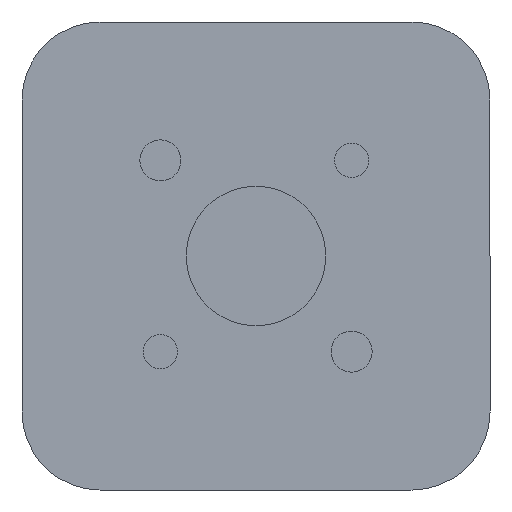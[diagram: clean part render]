
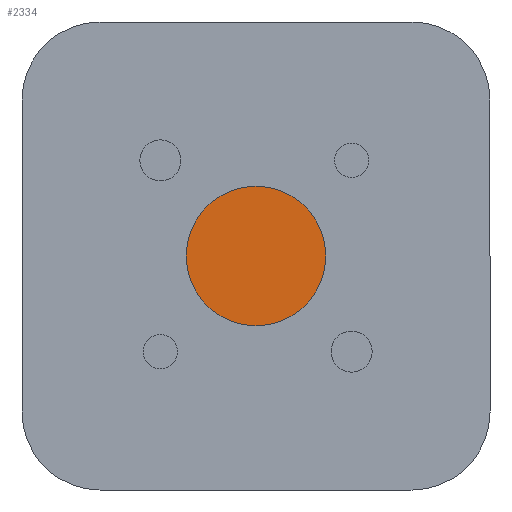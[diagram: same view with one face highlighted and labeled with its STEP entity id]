
A CAD part, left-side view. The second image highlights one B-rep face of the part: STEP entity #2334.
In plain terms, the highlighted planar face has unit normal (-1, 0, 0).
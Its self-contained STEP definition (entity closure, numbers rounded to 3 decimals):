
#699 = CARTESIAN_POINT ( 'NONE',  ( -21.321, 0., 0. ) ) ;
#700 = DIRECTION ( 'NONE',  ( -1., 0., 0. ) ) ;
#701 = DIRECTION ( 'NONE',  ( 0., 0., 1. ) ) ;
#708 = CARTESIAN_POINT ( 'NONE',  ( -21.321, 0., 0. ) ) ;
#710 = DIRECTION ( 'NONE',  ( -1., 0., 0. ) ) ;
#711 = DIRECTION ( 'NONE',  ( 0., 0., 1. ) ) ;
#985 = CARTESIAN_POINT ( 'NONE',  ( -21.321, 0., 8.5 ) ) ;
#1071 = CARTESIAN_POINT ( 'NONE',  ( -21.321, 0., -8.5 ) ) ;
#2334 = ADVANCED_FACE ( 'NONE', ( #4089 ), #5227, .F. ) ;
#4089 = FACE_OUTER_BOUND ( 'NONE', #6975, .T. ) ;
#4823 = CIRCLE ( 'NONE', #8503, 8.5 ) ;
#4827 = CIRCLE ( 'NONE', #8509, 8.5 ) ;
#5227 = PLANE ( 'NONE',  #8116 ) ;
#5231 = CARTESIAN_POINT ( 'NONE',  ( -21.321, 8.5, 0. ) ) ;
#5237 = DIRECTION ( 'NONE',  ( 1., 0., 0. ) ) ;
#5238 = DIRECTION ( 'NONE',  ( 0., 0., -1. ) ) ;
#6975 = EDGE_LOOP ( 'NONE', ( #7412, #7423 ) ) ;
#7412 = ORIENTED_EDGE ( 'NONE', *, *, #7801, .T. ) ;
#7423 = ORIENTED_EDGE ( 'NONE', *, *, #7804, .T. ) ;
#7801 = EDGE_CURVE ( 'NONE', #9005, #9087, #4823, .T. ) ;
#7804 = EDGE_CURVE ( 'NONE', #9087, #9005, #4827, .T. ) ;
#8116 = AXIS2_PLACEMENT_3D ( 'NONE', #5231, #5237, #5238 ) ;
#8503 = AXIS2_PLACEMENT_3D ( 'NONE', #699, #700, #701 ) ;
#8509 = AXIS2_PLACEMENT_3D ( 'NONE', #708, #710, #711 ) ;
#9005 = VERTEX_POINT ( 'NONE', #985 ) ;
#9087 = VERTEX_POINT ( 'NONE', #1071 ) ;
